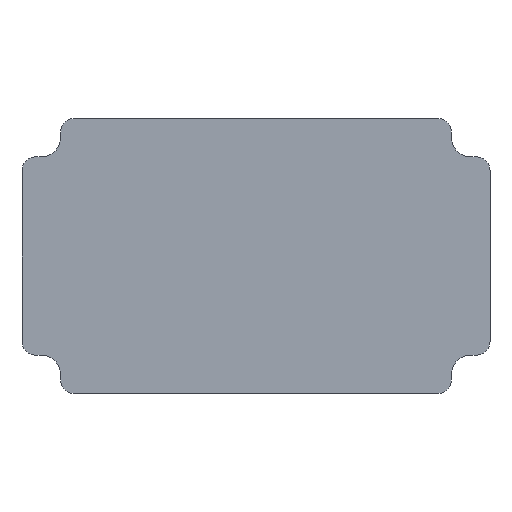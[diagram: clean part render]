
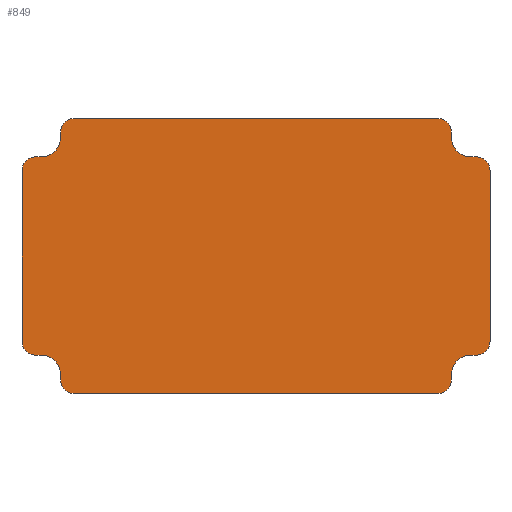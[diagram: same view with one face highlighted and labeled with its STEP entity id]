
A CAD part, top view. The second image highlights one B-rep face of the part: STEP entity #849.
In plain terms, the highlighted planar face has unit normal (0, 0, 1).
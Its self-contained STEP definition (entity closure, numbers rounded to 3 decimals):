
#56 = VERTEX_POINT('',#57);
#57 = CARTESIAN_POINT('',(5.,14.,0.624));
#63 = EDGE_CURVE('',#56,#64,#66,.T.);
#64 = VERTEX_POINT('',#65);
#65 = CARTESIAN_POINT('',(7.,14.,0.624));
#66 = LINE('',#67,#68);
#67 = CARTESIAN_POINT('',(5.,14.,0.624));
#68 = VECTOR('',#69,1.);
#69 = DIRECTION('',(1.,0.,0.));
#94 = EDGE_CURVE('',#64,#95,#97,.T.);
#95 = VERTEX_POINT('',#96);
#96 = CARTESIAN_POINT('',(14.,7.,0.624));
#97 = CIRCLE('',#98,6.999);
#98 = AXIS2_PLACEMENT_3D('',#99,#100,#101);
#99 = CARTESIAN_POINT('',(7.001,7.001,0.624));
#100 = DIRECTION('',(0.,0.,-1.));
#101 = DIRECTION('',(0.,1.,0.));
#127 = EDGE_CURVE('',#95,#128,#130,.T.);
#128 = VERTEX_POINT('',#129);
#129 = CARTESIAN_POINT('',(14.,5.,0.624));
#130 = LINE('',#131,#132);
#131 = CARTESIAN_POINT('',(14.,7.,0.624));
#132 = VECTOR('',#133,1.);
#133 = DIRECTION('',(0.,-1.,0.));
#158 = EDGE_CURVE('',#128,#159,#161,.T.);
#159 = VERTEX_POINT('',#160);
#160 = CARTESIAN_POINT('',(19.,0.,0.624));
#161 = CIRCLE('',#162,4.998);
#162 = AXIS2_PLACEMENT_3D('',#163,#164,#165);
#163 = CARTESIAN_POINT('',(18.998,4.998,0.624));
#164 = DIRECTION('',(0.,0.,1.));
#165 = DIRECTION('',(-1.,0.,0.));
#191 = EDGE_CURVE('',#159,#192,#194,.T.);
#192 = VERTEX_POINT('',#193);
#193 = CARTESIAN_POINT('',(151.,0.,0.624));
#194 = LINE('',#195,#196);
#195 = CARTESIAN_POINT('',(19.,0.,0.624));
#196 = VECTOR('',#197,1.);
#197 = DIRECTION('',(1.,0.,0.));
#222 = EDGE_CURVE('',#192,#223,#225,.T.);
#223 = VERTEX_POINT('',#224);
#224 = CARTESIAN_POINT('',(156.,5.,0.624));
#225 = CIRCLE('',#226,4.998);
#226 = AXIS2_PLACEMENT_3D('',#227,#228,#229);
#227 = CARTESIAN_POINT('',(151.002,4.998,0.624));
#228 = DIRECTION('',(0.,0.,1.));
#229 = DIRECTION('',(0.,-1.,0.));
#255 = EDGE_CURVE('',#223,#256,#258,.T.);
#256 = VERTEX_POINT('',#257);
#257 = CARTESIAN_POINT('',(156.,7.,0.624));
#258 = LINE('',#259,#260);
#259 = CARTESIAN_POINT('',(156.,5.,0.624));
#260 = VECTOR('',#261,1.);
#261 = DIRECTION('',(0.,1.,0.));
#286 = EDGE_CURVE('',#256,#287,#289,.T.);
#287 = VERTEX_POINT('',#288);
#288 = CARTESIAN_POINT('',(163.,14.,0.624));
#289 = CIRCLE('',#290,6.999);
#290 = AXIS2_PLACEMENT_3D('',#291,#292,#293);
#291 = CARTESIAN_POINT('',(162.999,7.001,0.624));
#292 = DIRECTION('',(0.,0.,-1.));
#293 = DIRECTION('',(-1.,0.,-0.));
#319 = EDGE_CURVE('',#287,#320,#322,.T.);
#320 = VERTEX_POINT('',#321);
#321 = CARTESIAN_POINT('',(165.,14.,0.624));
#322 = LINE('',#323,#324);
#323 = CARTESIAN_POINT('',(163.,14.,0.624));
#324 = VECTOR('',#325,1.);
#325 = DIRECTION('',(1.,0.,0.));
#350 = EDGE_CURVE('',#320,#351,#353,.T.);
#351 = VERTEX_POINT('',#352);
#352 = CARTESIAN_POINT('',(170.,19.,0.624));
#353 = CIRCLE('',#354,4.998);
#354 = AXIS2_PLACEMENT_3D('',#355,#356,#357);
#355 = CARTESIAN_POINT('',(165.002,18.998,0.624));
#356 = DIRECTION('',(0.,0.,1.));
#357 = DIRECTION('',(0.,-1.,0.));
#383 = EDGE_CURVE('',#351,#384,#386,.T.);
#384 = VERTEX_POINT('',#385);
#385 = CARTESIAN_POINT('',(170.,81.,0.624));
#386 = LINE('',#387,#388);
#387 = CARTESIAN_POINT('',(170.,19.,0.624));
#388 = VECTOR('',#389,1.);
#389 = DIRECTION('',(0.,1.,0.));
#414 = EDGE_CURVE('',#384,#415,#417,.T.);
#415 = VERTEX_POINT('',#416);
#416 = CARTESIAN_POINT('',(165.,86.,0.624));
#417 = CIRCLE('',#418,4.998);
#418 = AXIS2_PLACEMENT_3D('',#419,#420,#421);
#419 = CARTESIAN_POINT('',(165.002,81.002,0.624));
#420 = DIRECTION('',(0.,0.,1.));
#421 = DIRECTION('',(1.,0.,0.));
#447 = EDGE_CURVE('',#415,#448,#450,.T.);
#448 = VERTEX_POINT('',#449);
#449 = CARTESIAN_POINT('',(163.,86.,0.624));
#450 = LINE('',#451,#452);
#451 = CARTESIAN_POINT('',(165.,86.,0.624));
#452 = VECTOR('',#453,1.);
#453 = DIRECTION('',(-1.,0.,0.));
#478 = EDGE_CURVE('',#448,#479,#481,.T.);
#479 = VERTEX_POINT('',#480);
#480 = CARTESIAN_POINT('',(156.,93.,0.624));
#481 = CIRCLE('',#482,6.999);
#482 = AXIS2_PLACEMENT_3D('',#483,#484,#485);
#483 = CARTESIAN_POINT('',(162.999,92.999,0.624));
#484 = DIRECTION('',(0.,0.,-1.));
#485 = DIRECTION('',(0.,-1.,0.));
#511 = EDGE_CURVE('',#479,#512,#514,.T.);
#512 = VERTEX_POINT('',#513);
#513 = CARTESIAN_POINT('',(156.,95.,0.624));
#514 = LINE('',#515,#516);
#515 = CARTESIAN_POINT('',(156.,93.,0.624));
#516 = VECTOR('',#517,1.);
#517 = DIRECTION('',(0.,1.,0.));
#542 = EDGE_CURVE('',#512,#543,#545,.T.);
#543 = VERTEX_POINT('',#544);
#544 = CARTESIAN_POINT('',(151.,100.,0.624));
#545 = CIRCLE('',#546,4.998);
#546 = AXIS2_PLACEMENT_3D('',#547,#548,#549);
#547 = CARTESIAN_POINT('',(151.002,95.002,0.624));
#548 = DIRECTION('',(0.,0.,1.));
#549 = DIRECTION('',(1.,0.,0.));
#575 = EDGE_CURVE('',#543,#576,#578,.T.);
#576 = VERTEX_POINT('',#577);
#577 = CARTESIAN_POINT('',(19.,100.,0.624));
#578 = LINE('',#579,#580);
#579 = CARTESIAN_POINT('',(151.,100.,0.624));
#580 = VECTOR('',#581,1.);
#581 = DIRECTION('',(-1.,0.,0.));
#606 = EDGE_CURVE('',#576,#607,#609,.T.);
#607 = VERTEX_POINT('',#608);
#608 = CARTESIAN_POINT('',(14.,95.,0.624));
#609 = CIRCLE('',#610,4.998);
#610 = AXIS2_PLACEMENT_3D('',#611,#612,#613);
#611 = CARTESIAN_POINT('',(18.998,95.002,0.624));
#612 = DIRECTION('',(0.,0.,1.));
#613 = DIRECTION('',(0.,1.,-0.));
#639 = EDGE_CURVE('',#607,#640,#642,.T.);
#640 = VERTEX_POINT('',#641);
#641 = CARTESIAN_POINT('',(14.,93.,0.624));
#642 = LINE('',#643,#644);
#643 = CARTESIAN_POINT('',(14.,95.,0.624));
#644 = VECTOR('',#645,1.);
#645 = DIRECTION('',(0.,-1.,0.));
#670 = EDGE_CURVE('',#640,#671,#673,.T.);
#671 = VERTEX_POINT('',#672);
#672 = CARTESIAN_POINT('',(7.,86.,0.624));
#673 = CIRCLE('',#674,6.999);
#674 = AXIS2_PLACEMENT_3D('',#675,#676,#677);
#675 = CARTESIAN_POINT('',(7.001,92.999,0.624));
#676 = DIRECTION('',(0.,0.,-1.));
#677 = DIRECTION('',(1.,0.,0.));
#703 = EDGE_CURVE('',#671,#704,#706,.T.);
#704 = VERTEX_POINT('',#705);
#705 = CARTESIAN_POINT('',(5.,86.,0.624));
#706 = LINE('',#707,#708);
#707 = CARTESIAN_POINT('',(7.,86.,0.624));
#708 = VECTOR('',#709,1.);
#709 = DIRECTION('',(-1.,0.,0.));
#734 = EDGE_CURVE('',#704,#735,#737,.T.);
#735 = VERTEX_POINT('',#736);
#736 = CARTESIAN_POINT('',(0.,81.,0.624));
#737 = CIRCLE('',#738,4.998);
#738 = AXIS2_PLACEMENT_3D('',#739,#740,#741);
#739 = CARTESIAN_POINT('',(4.998,81.002,0.624));
#740 = DIRECTION('',(0.,0.,1.));
#741 = DIRECTION('',(0.,1.,-0.));
#767 = EDGE_CURVE('',#735,#768,#770,.T.);
#768 = VERTEX_POINT('',#769);
#769 = CARTESIAN_POINT('',(0.,19.,0.624));
#770 = LINE('',#771,#772);
#771 = CARTESIAN_POINT('',(0.,81.,0.624));
#772 = VECTOR('',#773,1.);
#773 = DIRECTION('',(0.,-1.,0.));
#798 = EDGE_CURVE('',#768,#56,#799,.T.);
#799 = CIRCLE('',#800,4.998);
#800 = AXIS2_PLACEMENT_3D('',#801,#802,#803);
#801 = CARTESIAN_POINT('',(4.998,18.998,0.624));
#802 = DIRECTION('',(0.,0.,1.));
#803 = DIRECTION('',(-1.,0.,0.));
#849 = ADVANCED_FACE('',(#850),#876,.T.);
#850 = FACE_BOUND('',#851,.T.);
#851 = EDGE_LOOP('',(#852,#853,#854,#855,#856,#857,#858,#859,#860,#861,
    #862,#863,#864,#865,#866,#867,#868,#869,#870,#871,#872,#873,#874,
    #875));
#852 = ORIENTED_EDGE('',*,*,#63,.T.);
#853 = ORIENTED_EDGE('',*,*,#94,.T.);
#854 = ORIENTED_EDGE('',*,*,#127,.T.);
#855 = ORIENTED_EDGE('',*,*,#158,.T.);
#856 = ORIENTED_EDGE('',*,*,#191,.T.);
#857 = ORIENTED_EDGE('',*,*,#222,.T.);
#858 = ORIENTED_EDGE('',*,*,#255,.T.);
#859 = ORIENTED_EDGE('',*,*,#286,.T.);
#860 = ORIENTED_EDGE('',*,*,#319,.T.);
#861 = ORIENTED_EDGE('',*,*,#350,.T.);
#862 = ORIENTED_EDGE('',*,*,#383,.T.);
#863 = ORIENTED_EDGE('',*,*,#414,.T.);
#864 = ORIENTED_EDGE('',*,*,#447,.T.);
#865 = ORIENTED_EDGE('',*,*,#478,.T.);
#866 = ORIENTED_EDGE('',*,*,#511,.T.);
#867 = ORIENTED_EDGE('',*,*,#542,.T.);
#868 = ORIENTED_EDGE('',*,*,#575,.T.);
#869 = ORIENTED_EDGE('',*,*,#606,.T.);
#870 = ORIENTED_EDGE('',*,*,#639,.T.);
#871 = ORIENTED_EDGE('',*,*,#670,.T.);
#872 = ORIENTED_EDGE('',*,*,#703,.T.);
#873 = ORIENTED_EDGE('',*,*,#734,.T.);
#874 = ORIENTED_EDGE('',*,*,#767,.T.);
#875 = ORIENTED_EDGE('',*,*,#798,.T.);
#876 = PLANE('',#877);
#877 = AXIS2_PLACEMENT_3D('',#878,#879,#880);
#878 = CARTESIAN_POINT('',(85.,50.,0.624));
#879 = DIRECTION('',(0.,0.,1.));
#880 = DIRECTION('',(1.,0.,-0.));
